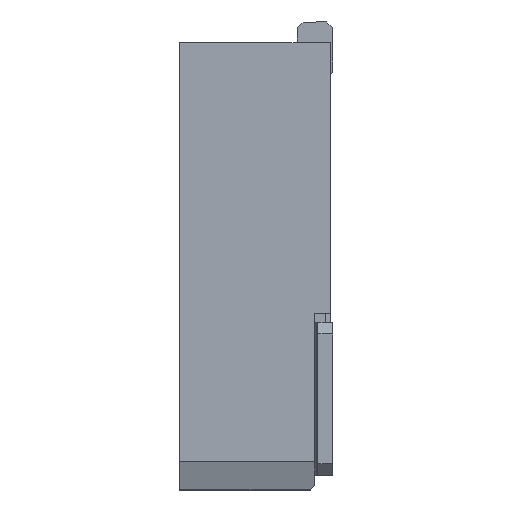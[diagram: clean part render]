
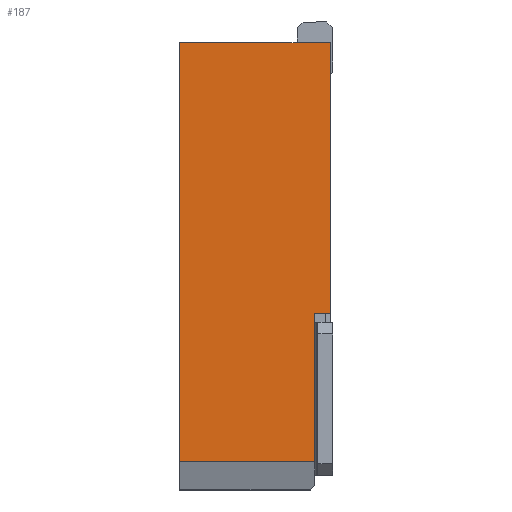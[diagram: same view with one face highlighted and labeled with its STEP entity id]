
A CAD part, left-side view. The second image highlights one B-rep face of the part: STEP entity #187.
In plain terms, the highlighted planar face has unit normal (-1, 0, 0).
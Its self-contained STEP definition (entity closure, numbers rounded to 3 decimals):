
#59 = DIRECTION ( 'NONE',  ( 0., 0., 1. ) ) ;
#61 = DIRECTION ( 'NONE',  ( 1., 0., 0. ) ) ;
#150 = EDGE_CURVE ( 'NONE', #2354, #5056, #5543, .T. ) ;
#163 = LINE ( 'NONE', #4155, #505 ) ;
#187 = ADVANCED_FACE ( 'NONE', ( #5993 ), #6025, .F. ) ;
#432 = EDGE_LOOP ( 'NONE', ( #4443, #2573, #1391, #2595, #1064, #6266 ) ) ;
#505 = VECTOR ( 'NONE', #59, 1000. ) ;
#507 = CARTESIAN_POINT ( 'NONE',  ( -3.975, 0.3, -3.319 ) ) ;
#724 = CARTESIAN_POINT ( 'NONE',  ( -3.975, 2.6, 3.8 ) ) ;
#997 = CARTESIAN_POINT ( 'NONE',  ( -3.975, 0.04, 3.8 ) ) ;
#1064 = ORIENTED_EDGE ( 'NONE', *, *, #150, .F. ) ;
#1107 = EDGE_CURVE ( 'NONE', #3934, #2354, #163, .T. ) ;
#1390 = EDGE_CURVE ( 'NONE', #1910, #3934, #2950, .T. ) ;
#1391 = ORIENTED_EDGE ( 'NONE', *, *, #4684, .F. ) ;
#1560 = VECTOR ( 'NONE', #5423, 1000. ) ;
#1684 = CARTESIAN_POINT ( 'NONE',  ( -3.975, 0.3, -0.8 ) ) ;
#1853 = VECTOR ( 'NONE', #5412, 1000. ) ;
#1910 = VERTEX_POINT ( 'NONE', #507 ) ;
#2050 = DIRECTION ( 'NONE',  ( 0., 0., -1. ) ) ;
#2073 = DIRECTION ( 'NONE',  ( 0., 0., -1. ) ) ;
#2244 = EDGE_CURVE ( 'NONE', #5056, #4686, #5534, .T. ) ;
#2317 = DIRECTION ( 'NONE',  ( 0., 0., -1. ) ) ;
#2354 = VERTEX_POINT ( 'NONE', #724 ) ;
#2453 = CARTESIAN_POINT ( 'NONE',  ( -3.975, 0.3, 0. ) ) ;
#2573 = ORIENTED_EDGE ( 'NONE', *, *, #5584, .F. ) ;
#2595 = ORIENTED_EDGE ( 'NONE', *, *, #2244, .F. ) ;
#2697 = CARTESIAN_POINT ( 'NONE',  ( -3.975, 2.6, -3.319 ) ) ;
#2950 = LINE ( 'NONE', #5364, #1560 ) ;
#3067 = DIRECTION ( 'NONE',  ( 0., 1., 0. ) ) ;
#3117 = AXIS2_PLACEMENT_3D ( 'NONE', #6423, #61, #2050 ) ;
#3330 = LINE ( 'NONE', #2453, #4417 ) ;
#3593 = LINE ( 'NONE', #5088, #5335 ) ;
#3664 = VERTEX_POINT ( 'NONE', #1684 ) ;
#3934 = VERTEX_POINT ( 'NONE', #2697 ) ;
#3982 = CARTESIAN_POINT ( 'NONE',  ( -3.975, 0.04, 0. ) ) ;
#4155 = CARTESIAN_POINT ( 'NONE',  ( -3.975, 2.6, 0. ) ) ;
#4417 = VECTOR ( 'NONE', #2317, 1000. ) ;
#4443 = ORIENTED_EDGE ( 'NONE', *, *, #1390, .F. ) ;
#4684 = EDGE_CURVE ( 'NONE', #4686, #3664, #3593, .T. ) ;
#4686 = VERTEX_POINT ( 'NONE', #5061 ) ;
#4688 = CARTESIAN_POINT ( 'NONE',  ( -3.975, 0.04, 3.8 ) ) ;
#5056 = VERTEX_POINT ( 'NONE', #4688 ) ;
#5061 = CARTESIAN_POINT ( 'NONE',  ( -3.975, 0.04, -0.8 ) ) ;
#5088 = CARTESIAN_POINT ( 'NONE',  ( -3.975, 0.04, -0.8 ) ) ;
#5335 = VECTOR ( 'NONE', #3067, 1000. ) ;
#5364 = CARTESIAN_POINT ( 'NONE',  ( -3.975, 0.04, -3.319 ) ) ;
#5412 = DIRECTION ( 'NONE',  ( 0., -1., 0. ) ) ;
#5423 = DIRECTION ( 'NONE',  ( 0., 1., 0. ) ) ;
#5534 = LINE ( 'NONE', #3982, #6261 ) ;
#5543 = LINE ( 'NONE', #997, #1853 ) ;
#5584 = EDGE_CURVE ( 'NONE', #3664, #1910, #3330, .T. ) ;
#5993 = FACE_OUTER_BOUND ( 'NONE', #432, .T. ) ;
#6025 = PLANE ( 'NONE',  #3117 ) ;
#6261 = VECTOR ( 'NONE', #2073, 1000. ) ;
#6266 = ORIENTED_EDGE ( 'NONE', *, *, #1107, .F. ) ;
#6423 = CARTESIAN_POINT ( 'NONE',  ( -3.975, 0.04, 0. ) ) ;
